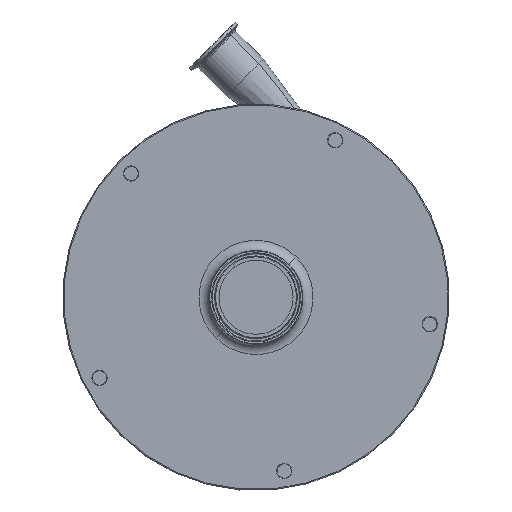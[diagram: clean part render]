
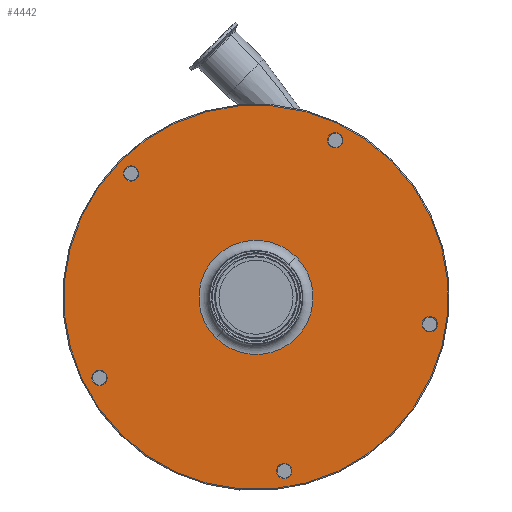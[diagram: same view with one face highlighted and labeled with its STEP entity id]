
A CAD part, top view. The second image highlights one B-rep face of the part: STEP entity #4442.
In plain terms, the highlighted planar face has unit normal (0, 0, 1).
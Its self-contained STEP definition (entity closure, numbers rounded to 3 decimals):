
#10 = ORIENTED_EDGE ( 'NONE', *, *, #3288, .F. ) ;
#47 = CARTESIAN_POINT ( 'NONE',  ( 175.814, -31.548, 240. ) ) ;
#75 = EDGE_LOOP ( 'NONE', ( #2632, #2976 ) ) ;
#102 = EDGE_CURVE ( 'NONE', #2313, #2454, #1839, .T. ) ;
#141 = FACE_OUTER_BOUND ( 'NONE', #75, .T. ) ;
#157 = AXIS2_PLACEMENT_3D ( 'NONE', #3752, #5583, #993 ) ;
#228 = FACE_BOUND ( 'NONE', #4795, .T. ) ;
#237 = AXIS2_PLACEMENT_3D ( 'NONE', #2131, #5768, #3028 ) ;
#300 = EDGE_LOOP ( 'NONE', ( #4978, #1337 ) ) ;
#411 = ORIENTED_EDGE ( 'NONE', *, *, #2877, .F. ) ;
#453 = CIRCLE ( 'NONE', #3066, 56. ) ;
#518 = VERTEX_POINT ( 'NONE', #3248 ) ;
#536 = CARTESIAN_POINT ( 'NONE',  ( -127.77, 116.135, 240. ) ) ;
#544 = EDGE_CURVE ( 'NONE', #5359, #1609, #4185, .T. ) ;
#564 = CARTESIAN_POINT ( 'NONE',  ( 72.339, 159.308, 240. ) ) ;
#594 = DIRECTION ( 'NONE',  ( 0., 0., -1. ) ) ;
#645 = CARTESIAN_POINT ( 'NONE',  ( -122.489, 121.461, 240. ) ) ;
#662 = EDGE_CURVE ( 'NONE', #4766, #4982, #2156, .T. ) ;
#666 = ORIENTED_EDGE ( 'NONE', *, *, #1841, .F. ) ;
#678 = AXIS2_PLACEMENT_3D ( 'NONE', #3331, #3786, #5645 ) ;
#714 = CARTESIAN_POINT ( 'NONE',  ( -153.367, -78.96, 240. ) ) ;
#827 = DIRECTION ( 'NONE',  ( 0.71, -0.704, 0. ) ) ;
#910 = DIRECTION ( 'NONE',  ( 0., 0., -1. ) ) ;
#993 = DIRECTION ( 'NONE',  ( -0.704, -0.71, 0. ) ) ;
#1052 = CARTESIAN_POINT ( 'NONE',  ( -134.56, 133.431, 240. ) ) ;
#1080 = PLANE ( 'NONE',  #1228 ) ;
#1109 = DIRECTION ( 'NONE',  ( -0.704, -0.71, 0. ) ) ;
#1156 = CARTESIAN_POINT ( 'NONE',  ( 0., 0., 240. ) ) ;
#1162 = CIRCLE ( 'NONE', #3188, 7.5 ) ;
#1203 = VERTEX_POINT ( 'NONE', #3254 ) ;
#1228 = AXIS2_PLACEMENT_3D ( 'NONE', #1052, #1626, #1109 ) ;
#1297 = CIRCLE ( 'NONE', #3825, 7.5 ) ;
#1317 = EDGE_CURVE ( 'NONE', #5115, #5729, #2933, .T. ) ;
#1337 = ORIENTED_EDGE ( 'NONE', *, *, #4582, .F. ) ;
#1402 = CARTESIAN_POINT ( 'NONE',  ( 27.703, -170.261, 240. ) ) ;
#1407 = CIRCLE ( 'NONE', #4984, 7.5 ) ;
#1452 = DIRECTION ( 'NONE',  ( -0.704, -0.71, 0. ) ) ;
#1478 = CARTESIAN_POINT ( 'NONE',  ( -122.489, 121.461, 240. ) ) ;
#1554 = VERTEX_POINT ( 'NONE', #2550 ) ;
#1580 = ORIENTED_EDGE ( 'NONE', *, *, #3571, .F. ) ;
#1609 = VERTEX_POINT ( 'NONE', #3244 ) ;
#1626 = DIRECTION ( 'NONE',  ( 0., 0., -1. ) ) ;
#1634 = CARTESIAN_POINT ( 'NONE',  ( -132.727, -133.85, 240. ) ) ;
#1717 = AXIS2_PLACEMENT_3D ( 'NONE', #4992, #3157, #827 ) ;
#1839 = CIRCLE ( 'NONE', #678, 7.5 ) ;
#1841 = EDGE_CURVE ( 'NONE', #1203, #5617, #4591, .T. ) ;
#1913 = CIRCLE ( 'NONE', #1717, 7.5 ) ;
#1948 = EDGE_CURVE ( 'NONE', #518, #3050, #1979, .T. ) ;
#1979 = CIRCLE ( 'NONE', #4694, 188.5 ) ;
#2088 = CARTESIAN_POINT ( 'NONE',  ( 165.163, -20.986, 240. ) ) ;
#2128 = ORIENTED_EDGE ( 'NONE', *, *, #544, .T. ) ;
#2131 = CARTESIAN_POINT ( 'NONE',  ( 27.703, -170.261, 240. ) ) ;
#2156 = CIRCLE ( 'NONE', #5547, 7.5 ) ;
#2239 = DIRECTION ( 'NONE',  ( 0.71, -0.704, 0. ) ) ;
#2253 = DIRECTION ( 'NONE',  ( 0., 0., 1. ) ) ;
#2270 = AXIS2_PLACEMENT_3D ( 'NONE', #714, #4423, #5425 ) ;
#2296 = DIRECTION ( 'NONE',  ( 0.704, 0.71, 0. ) ) ;
#2313 = VERTEX_POINT ( 'NONE', #3656 ) ;
#2454 = VERTEX_POINT ( 'NONE', #564 ) ;
#2550 = CARTESIAN_POINT ( 'NONE',  ( -148.042, -84.241, 240. ) ) ;
#2557 = FACE_BOUND ( 'NONE', #4309, .T. ) ;
#2632 = ORIENTED_EDGE ( 'NONE', *, *, #2950, .T. ) ;
#2760 = CARTESIAN_POINT ( 'NONE',  ( 0., 0., 240. ) ) ;
#2796 = ORIENTED_EDGE ( 'NONE', *, *, #662, .F. ) ;
#2877 = EDGE_CURVE ( 'NONE', #1554, #4850, #1407, .T. ) ;
#2888 = DIRECTION ( 'NONE',  ( 0.704, 0.71, 0. ) ) ;
#2933 = CIRCLE ( 'NONE', #3517, 7.5 ) ;
#2950 = EDGE_CURVE ( 'NONE', #3050, #518, #3047, .T. ) ;
#2976 = ORIENTED_EDGE ( 'NONE', *, *, #1948, .T. ) ;
#2980 = DIRECTION ( 'NONE',  ( 0., 0., 1. ) ) ;
#3028 = DIRECTION ( 'NONE',  ( 0.71, -0.704, 0. ) ) ;
#3047 = CIRCLE ( 'NONE', #157, 188.5 ) ;
#3050 = VERTEX_POINT ( 'NONE', #1634 ) ;
#3066 = AXIS2_PLACEMENT_3D ( 'NONE', #5699, #594, #1452 ) ;
#3157 = DIRECTION ( 'NONE',  ( 0., 0., 1. ) ) ;
#3188 = AXIS2_PLACEMENT_3D ( 'NONE', #1478, #5546, #2296 ) ;
#3244 = CARTESIAN_POINT ( 'NONE',  ( -39.431, -39.765, 240. ) ) ;
#3248 = CARTESIAN_POINT ( 'NONE',  ( 132.727, 133.85, 240. ) ) ;
#3254 = CARTESIAN_POINT ( 'NONE',  ( 22.377, -164.98, 240. ) ) ;
#3288 = EDGE_CURVE ( 'NONE', #4850, #1554, #5666, .T. ) ;
#3331 = CARTESIAN_POINT ( 'NONE',  ( 77.665, 154.027, 240. ) ) ;
#3399 = CARTESIAN_POINT ( 'NONE',  ( 39.431, 39.765, 240. ) ) ;
#3437 = CARTESIAN_POINT ( 'NONE',  ( 170.488, -26.267, 240. ) ) ;
#3488 = DIRECTION ( 'NONE',  ( -0.704, -0.71, 0. ) ) ;
#3517 = AXIS2_PLACEMENT_3D ( 'NONE', #3437, #2980, #4839 ) ;
#3535 = DIRECTION ( 'NONE',  ( 0.71, -0.704, 0. ) ) ;
#3571 = EDGE_CURVE ( 'NONE', #5617, #1203, #1297, .T. ) ;
#3656 = CARTESIAN_POINT ( 'NONE',  ( 82.991, 148.746, 240. ) ) ;
#3749 = CARTESIAN_POINT ( 'NONE',  ( 33.028, -175.542, 240. ) ) ;
#3752 = CARTESIAN_POINT ( 'NONE',  ( 0., 0., 240. ) ) ;
#3786 = DIRECTION ( 'NONE',  ( 0., 0., 1. ) ) ;
#3825 = AXIS2_PLACEMENT_3D ( 'NONE', #1402, #2253, #5046 ) ;
#3871 = CARTESIAN_POINT ( 'NONE',  ( -158.693, -73.679, 240. ) ) ;
#3988 = CARTESIAN_POINT ( 'NONE',  ( 77.665, 154.027, 240. ) ) ;
#4030 = CARTESIAN_POINT ( 'NONE',  ( -153.367, -78.96, 240. ) ) ;
#4034 = EDGE_LOOP ( 'NONE', ( #5550, #5437 ) ) ;
#4147 = CIRCLE ( 'NONE', #4929, 7.5 ) ;
#4185 = CIRCLE ( 'NONE', #5453, 56. ) ;
#4187 = DIRECTION ( 'NONE',  ( -0.704, -0.71, 0. ) ) ;
#4309 = EDGE_LOOP ( 'NONE', ( #1580, #666 ) ) ;
#4384 = FACE_BOUND ( 'NONE', #300, .T. ) ;
#4423 = DIRECTION ( 'NONE',  ( 0., 0., 1. ) ) ;
#4442 = ADVANCED_FACE ( 'NONE', ( #4843, #2557, #4384, #5217, #5276, #141, #228 ), #1080, .F. ) ;
#4533 = CARTESIAN_POINT ( 'NONE',  ( -117.208, 126.786, 240. ) ) ;
#4582 = EDGE_CURVE ( 'NONE', #5729, #5115, #1913, .T. ) ;
#4591 = CIRCLE ( 'NONE', #237, 7.5 ) ;
#4694 = AXIS2_PLACEMENT_3D ( 'NONE', #1156, #5405, #3488 ) ;
#4743 = EDGE_CURVE ( 'NONE', #1609, #5359, #453, .T. ) ;
#4766 = VERTEX_POINT ( 'NONE', #536 ) ;
#4795 = EDGE_LOOP ( 'NONE', ( #4991, #2128 ) ) ;
#4835 = DIRECTION ( 'NONE',  ( 0., 0., 1. ) ) ;
#4839 = DIRECTION ( 'NONE',  ( 0.71, -0.704, 0. ) ) ;
#4843 = FACE_BOUND ( 'NONE', #5205, .T. ) ;
#4850 = VERTEX_POINT ( 'NONE', #3871 ) ;
#4892 = EDGE_CURVE ( 'NONE', #2454, #2313, #4147, .T. ) ;
#4929 = AXIS2_PLACEMENT_3D ( 'NONE', #3988, #5846, #3535 ) ;
#4978 = ORIENTED_EDGE ( 'NONE', *, *, #1317, .F. ) ;
#4982 = VERTEX_POINT ( 'NONE', #4533 ) ;
#4984 = AXIS2_PLACEMENT_3D ( 'NONE', #4030, #5430, #2239 ) ;
#4991 = ORIENTED_EDGE ( 'NONE', *, *, #4743, .T. ) ;
#4992 = CARTESIAN_POINT ( 'NONE',  ( 170.488, -26.267, 240. ) ) ;
#5035 = EDGE_LOOP ( 'NONE', ( #5320, #2796 ) ) ;
#5046 = DIRECTION ( 'NONE',  ( 0.71, -0.704, 0. ) ) ;
#5115 = VERTEX_POINT ( 'NONE', #47 ) ;
#5205 = EDGE_LOOP ( 'NONE', ( #411, #10 ) ) ;
#5217 = FACE_BOUND ( 'NONE', #4034, .T. ) ;
#5276 = FACE_BOUND ( 'NONE', #5035, .T. ) ;
#5320 = ORIENTED_EDGE ( 'NONE', *, *, #5526, .F. ) ;
#5359 = VERTEX_POINT ( 'NONE', #3399 ) ;
#5405 = DIRECTION ( 'NONE',  ( 0., 0., 1. ) ) ;
#5425 = DIRECTION ( 'NONE',  ( 0.71, -0.704, 0. ) ) ;
#5430 = DIRECTION ( 'NONE',  ( 0., 0., 1. ) ) ;
#5437 = ORIENTED_EDGE ( 'NONE', *, *, #4892, .F. ) ;
#5453 = AXIS2_PLACEMENT_3D ( 'NONE', #2760, #910, #4187 ) ;
#5526 = EDGE_CURVE ( 'NONE', #4982, #4766, #1162, .T. ) ;
#5546 = DIRECTION ( 'NONE',  ( 0., 0., 1. ) ) ;
#5547 = AXIS2_PLACEMENT_3D ( 'NONE', #645, #4835, #2888 ) ;
#5550 = ORIENTED_EDGE ( 'NONE', *, *, #102, .F. ) ;
#5583 = DIRECTION ( 'NONE',  ( 0., 0., 1. ) ) ;
#5617 = VERTEX_POINT ( 'NONE', #3749 ) ;
#5645 = DIRECTION ( 'NONE',  ( 0.71, -0.704, 0. ) ) ;
#5666 = CIRCLE ( 'NONE', #2270, 7.5 ) ;
#5699 = CARTESIAN_POINT ( 'NONE',  ( 0., 0., 240. ) ) ;
#5729 = VERTEX_POINT ( 'NONE', #2088 ) ;
#5768 = DIRECTION ( 'NONE',  ( 0., 0., 1. ) ) ;
#5846 = DIRECTION ( 'NONE',  ( 0., 0., 1. ) ) ;
